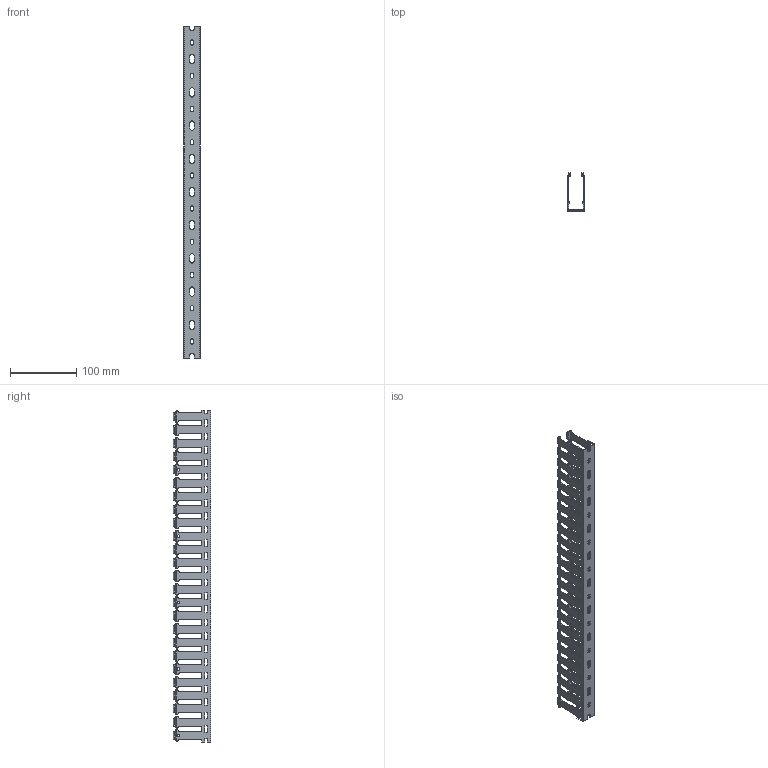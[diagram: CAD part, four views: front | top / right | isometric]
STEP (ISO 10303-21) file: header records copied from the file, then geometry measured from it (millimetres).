
FILE_DESCRIPTION (( 'STEP AP214' ), '1' );
FILE_NAME ('盷贄鍧闉鍕_RL_Corpo_T1_025x060.STEP', '2018-11-14T08:36:42', ( '' ), ( '' ), 'SwSTEP 2.0', 'SolidWorks 2016', '' );
FILE_SCHEMA (( 'AUTOMOTIVE_DESIGN' ));
Length unit declared in the file: millimetre
Products named in the file (1): 盷贄鍧闉鍕_RL_Corpo_T1_025x060
Bounding box: 25 x 56.84 x 500 mm (x, y, z)
Volume: 71090.7 mm3; surface area: 115204.4 mm2
Topology: 1 solids, 1 shells, 1826 faces, 5472 edges, 3648 vertices
Faces by surface type: cylinder 956, plane 870
Full cylindrical faces by diameter (mm): 4 x10
Entity records: 65508 total; most frequent: CARTESIAN_POINT 17225, ORIENTED_EDGE 10924, DIRECTION 9328, EDGE_CURVE 5462, VERTEX_POINT 3648, AXIS2_PLACEMENT_3D 3139, VECTOR 3050, LINE 3050
